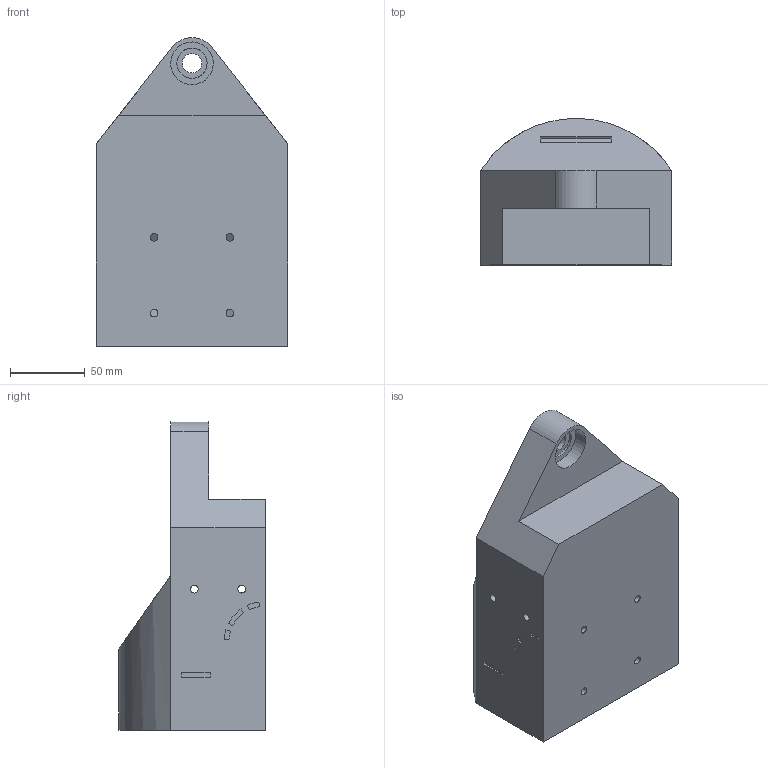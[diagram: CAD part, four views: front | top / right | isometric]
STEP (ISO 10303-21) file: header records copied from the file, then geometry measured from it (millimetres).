
FILE_DESCRIPTION(/* description */ (''),/* implementation_level */ '2;1');
FILE_NAME(/* name */ '18a2e824-9857-4462-a828-13689a6d1e01.stp',/* time_stamp */ '2019-02-09T11:21:35+09:00',/* author */ (''),/* organization */ (''),/* preprocessor_version */ 'ST-DEVELOPER v17.2',/* originating_system */ 'Autodesk Translation Framework v7.6.0.251',/* authorisation */ '');
FILE_SCHEMA (('AUTOMOTIVE_DESIGN { 1 0 10303 214 3 1 1 }'));
Length unit declared in the file: inch
Products named in the file (1): OuterAnkle_CSL_Bearing
Bounding box: 128.27 x 98.42 x 206.95 mm (x, y, z)
Volume: 385627.2 mm3; surface area: 140074.6 mm2
Topology: 1 solids, 1 shells, 118 faces, 287 edges, 185 vertices
Faces by surface type: plane 56, cylinder 49, torus 8, bspline 5
Full cylindrical faces by diameter (mm): 5.156 x8, 12.954 x1, 20.32 x2, 28.575 x2
Entity records: 3787 total; most frequent: CARTESIAN_POINT 892, DIRECTION 599, ORIENTED_EDGE 574, EDGE_CURVE 287, AXIS2_PLACEMENT_3D 218, VERTEX_POINT 185, LINE 163, VECTOR 163
